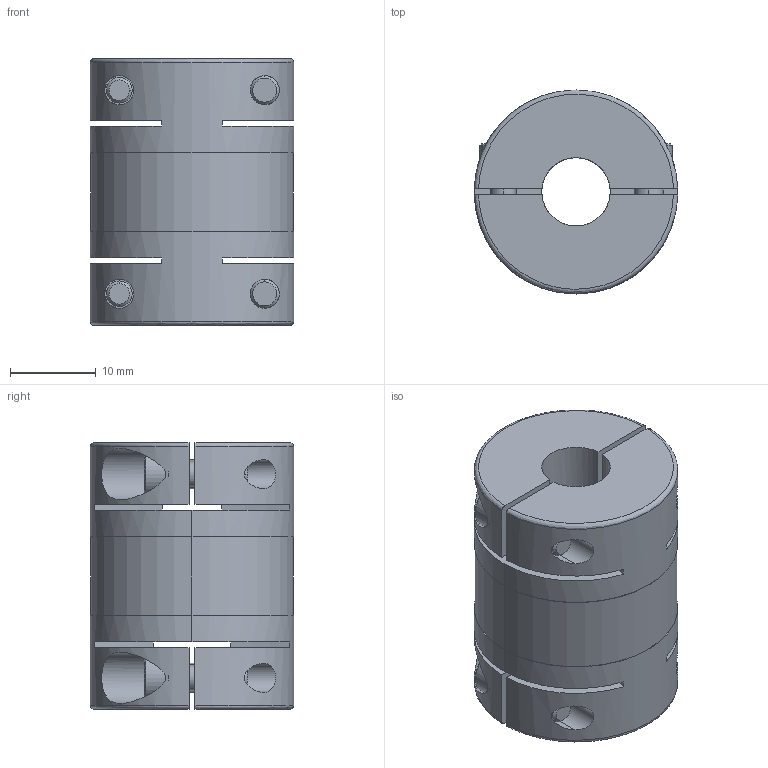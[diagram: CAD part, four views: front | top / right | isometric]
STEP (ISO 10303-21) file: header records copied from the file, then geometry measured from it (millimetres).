
FILE_DESCRIPTION (( 'STEP AP203' ), '1' );
FILE_NAME ('SHR-24C-8-10.step', '2021-04-15T12:30:20', ( '' ), ( '' ), 'SwSTEP 2.0', 'SolidWorks 2021', '' );
FILE_SCHEMA (( 'CONFIG_CONTROL_DESIGN' ));
Length unit declared in the file: inch
Products named in the file (1): SHR-24C-8-10
Bounding box: 23.8 x 23.8 x 31.2 mm (x, y, z)
Volume: 10354.8 mm3; surface area: 6528.6 mm2
Topology: 1 solids, 1 shells, 146 faces, 362 edges, 238 vertices
Faces by surface type: plane 70, cylinder 56, cone 16, bspline 4
Entity records: 5007 total; most frequent: CARTESIAN_POINT 1355, DIRECTION 770, ORIENTED_EDGE 724, EDGE_CURVE 362, AXIS2_PLACEMENT_3D 293, VERTEX_POINT 238, LINE 184, VECTOR 184
